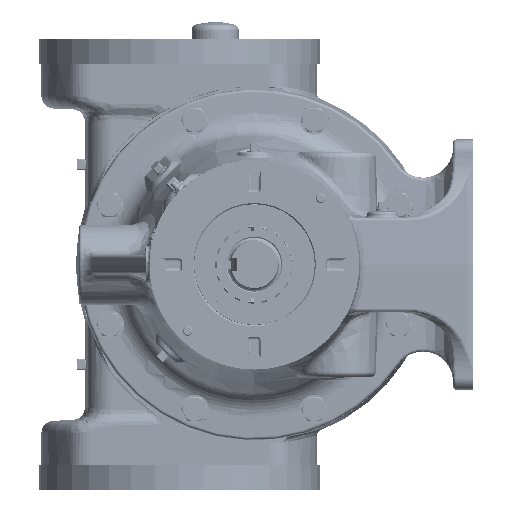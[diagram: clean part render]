
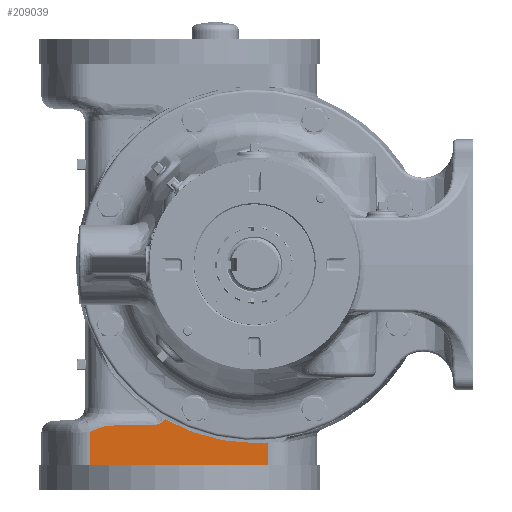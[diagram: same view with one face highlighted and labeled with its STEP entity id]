
A CAD part, left-side view. The second image highlights one B-rep face of the part: STEP entity #209039.
In plain terms, the highlighted planar face has unit normal (-1, 0, 0).
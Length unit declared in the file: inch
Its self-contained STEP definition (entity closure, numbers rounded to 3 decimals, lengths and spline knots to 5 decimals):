
#589 = CARTESIAN_POINT ( 'NONE',  ( -0.195, 5.64751, -6.42479 ) ) ;
#6535 = CARTESIAN_POINT ( 'NONE',  ( -0.195, 3.56261, -6.19763 ) ) ;
#6942 = CARTESIAN_POINT ( 'NONE',  ( -0.195, 5.73489, -6.42654 ) ) ;
#10575 = CARTESIAN_POINT ( 'NONE',  ( -0.195, 6.47644, -6.64884 ) ) ;
#17465 = VERTEX_POINT ( 'NONE', #368473 ) ;
#21549 = CARTESIAN_POINT ( 'NONE',  ( -0.195, 5.99273, -6.46284 ) ) ;
#22193 = EDGE_CURVE ( 'NONE', #109060, #31648, #213102, .T. ) ;
#31648 = VERTEX_POINT ( 'NONE', #310197 ) ;
#37117 = CARTESIAN_POINT ( 'NONE',  ( -0.195, 6.54251, -8.74 ) ) ;
#37796 = B_SPLINE_CURVE_WITH_KNOTS ( 'NONE', 3,
 ( #231272, #6942, #104294, #337017, #21549, #341220, #372912, #402623, #53349, #207883, #271339, #406797 ),
 .UNSPECIFIED., .F., .F.,
 ( 4, 2, 2, 2, 2, 4 ),
 ( 0., 0.00661, 0.00992, 0.01157, 0.0124, 0.01323 ),
 .UNSPECIFIED. ) ;
#40849 = ORIENTED_EDGE ( 'NONE', *, *, #357546, .T. ) ;
#50949 = EDGE_CURVE ( 'NONE', #17465, #109060, #302044, .T. ) ;
#51096 = ORIENTED_EDGE ( 'NONE', *, *, #50949, .T. ) ;
#53349 = CARTESIAN_POINT ( 'NONE',  ( -0.195, 6.11916, -6.49761 ) ) ;
#56540 = VECTOR ( 'NONE', #113412, 39.37008 ) ;
#66118 = LINE ( 'NONE', #104164, #211653 ) ;
#70409 = DIRECTION ( 'NONE',  ( 0., 1., 0. ) ) ;
#70818 = CARTESIAN_POINT ( 'NONE',  ( -0.195, 4.04564, -6.40053 ) ) ;
#72129 = CARTESIAN_POINT ( 'NONE',  ( -0.195, 3.66776, -6.29117 ) ) ;
#73523 = CARTESIAN_POINT ( 'NONE',  ( -0.195, -0.54251, -8.74 ) ) ;
#95058 = ORIENTED_EDGE ( 'NONE', *, *, #152735, .T. ) ;
#104164 = CARTESIAN_POINT ( 'NONE',  ( -0.195, 6.54251, -8.74 ) ) ;
#104288 = CARTESIAN_POINT ( 'NONE',  ( -0.195, 0., 0. ) ) ;
#104294 = CARTESIAN_POINT ( 'NONE',  ( -0.195, 5.82148, -6.434 ) ) ;
#107980 = CARTESIAN_POINT ( 'NONE',  ( -0.195, 6.41186, -6.62496 ) ) ;
#109060 = VERTEX_POINT ( 'NONE', #288679 ) ;
#110192 = CARTESIAN_POINT ( 'NONE',  ( -0.195, 3.85997, -6.37652 ) ) ;
#113412 = DIRECTION ( 'NONE',  ( 0., 1., 0. ) ) ;
#121829 = CARTESIAN_POINT ( 'NONE',  ( -0.195, 0., 0. ) ) ;
#123898 = DIRECTION ( 'NONE',  ( 0., 1., 0. ) ) ;
#126168 = VERTEX_POINT ( 'NONE', #589 ) ;
#126187 = DIRECTION ( 'NONE',  ( 1., 0., 0. ) ) ;
#127430 = EDGE_CURVE ( 'NONE', #293672, #219762, #283128, .T. ) ;
#137074 = DIRECTION ( 'NONE',  ( 0., 0., 1. ) ) ;
#139739 = CARTESIAN_POINT ( 'NONE',  ( -0.195, 6.54251, -6.66904 ) ) ;
#148107 = CARTESIAN_POINT ( 'NONE',  ( -0.195, 6.28471, -6.57223 ) ) ;
#152735 = EDGE_CURVE ( 'NONE', #219762, #126168, #238144, .T. ) ;
#159983 = FACE_OUTER_BOUND ( 'NONE', #229397, .T. ) ;
#164398 = VERTEX_POINT ( 'NONE', #404477 ) ;
#167547 = CARTESIAN_POINT ( 'NONE',  ( -0.195, 6.15992, -6.51372 ) ) ;
#169445 = CARTESIAN_POINT ( 'NONE',  ( -0.195, 3.7926, -6.355 ) ) ;
#175701 = CARTESIAN_POINT ( 'NONE',  ( -0.195, 3.95178, -6.39556 ) ) ;
#176468 = EDGE_CURVE ( 'NONE', #17465, #164398, #373647, .T. ) ;
#184106 = CARTESIAN_POINT ( 'NONE',  ( -0.195, 4.57964, -6.40552 ) ) ;
#185260 = DIRECTION ( 'NONE',  ( 1., 0., 0. ) ) ;
#207477 = CARTESIAN_POINT ( 'NONE',  ( -0.195, 3.62966, -6.26317 ) ) ;
#207883 = CARTESIAN_POINT ( 'NONE',  ( -0.195, 6.13976, -6.5051 ) ) ;
#208530 = CARTESIAN_POINT ( 'NONE',  ( -0.195, 6.54251, -6.66904 ) ) ;
#209039 = ADVANCED_FACE ( 'Defeatured_0_1524', ( #159983 ), #386419, .F. ) ;
#211653 = VECTOR ( 'NONE', #322304, 39.37008 ) ;
#213102 = CIRCLE ( 'NONE', #260210, 7.125 ) ;
#219762 = VERTEX_POINT ( 'NONE', #70818 ) ;
#220004 = CARTESIAN_POINT ( 'NONE',  ( -0.195, 5.1136, -6.41407 ) ) ;
#222171 = ORIENTED_EDGE ( 'NONE', *, *, #176468, .F. ) ;
#227595 = B_SPLINE_CURVE_WITH_KNOTS ( 'NONE', 3,
 ( #332366, #300529, #148107, #107980, #10575, #139739 ),
 .UNSPECIFIED., .F., .F.,
 ( 4, 2, 4 ),
 ( 0., 0.00524, 0.01049 ),
 .UNSPECIFIED. ) ;
#229397 = EDGE_LOOP ( 'NONE', ( #222171, #51096, #271889, #353101, #300947, #95058, #40849, #328611, #341513 ) ) ;
#231272 = CARTESIAN_POINT ( 'NONE',  ( -0.195, 5.64751, -6.42479 ) ) ;
#238144 = B_SPLINE_CURVE_WITH_KNOTS ( 'NONE', 3,
 ( #406477, #184106, #220004, #313289 ),
 .UNSPECIFIED., .F., .F.,
 ( 4, 4 ),
 ( 0., 0.04069 ),
 .UNSPECIFIED. ) ;
#239225 = CARTESIAN_POINT ( 'NONE',  ( -0.195, 3.88281, -6.38212 ) ) ;
#259374 = DIRECTION ( 'NONE',  ( 0., 1., 0. ) ) ;
#260210 = AXIS2_PLACEMENT_3D ( 'NONE', #104288, #364496, #70409 ) ;
#264707 = CARTESIAN_POINT ( 'NONE',  ( -0.195, 3.54871, -6.17837 ) ) ;
#266788 = CARTESIAN_POINT ( 'NONE',  ( -0.195, 3.72849, -6.32671 ) ) ;
#271339 = CARTESIAN_POINT ( 'NONE',  ( -0.195, 6.15002, -6.50902 ) ) ;
#271889 = ORIENTED_EDGE ( 'NONE', *, *, #22193, .T. ) ;
#273338 = VERTEX_POINT ( 'NONE', #208530 ) ;
#283128 = B_SPLINE_CURVE_WITH_KNOTS ( 'NONE', 3,
 ( #264707, #6535, #364105, #393813, #207477, #72129, #330412, #266788, #400127, #169445, #298532, #110192, #239225, #175701, #336622, #374631 ),
 .UNSPECIFIED., .F., .F.,
 ( 4, 2, 2, 2, 2, 2, 2, 4 ),
 ( 0.00257, 0.00436, 0.00614, 0.00793, 0.00971, 0.0115, 0.01329, 0.01686 ),
 .UNSPECIFIED. ) ;
#284991 = AXIS2_PLACEMENT_3D ( 'NONE', #121829, #185260, #123898 ) ;
#288679 = CARTESIAN_POINT ( 'NONE',  ( -0.195, -0.54251, -7.10432 ) ) ;
#293672 = VERTEX_POINT ( 'NONE', #293904 ) ;
#293904 = CARTESIAN_POINT ( 'NONE',  ( -0.195, 3.54871, -6.17837 ) ) ;
#298532 = CARTESIAN_POINT ( 'NONE',  ( -0.195, 3.8147, -6.36291 ) ) ;
#300529 = CARTESIAN_POINT ( 'NONE',  ( -0.195, 6.22217, -6.54333 ) ) ;
#300947 = ORIENTED_EDGE ( 'NONE', *, *, #127430, .T. ) ;
#302044 = LINE ( 'NONE', #73523, #352876 ) ;
#310197 = CARTESIAN_POINT ( 'NONE',  ( -0.195, 0., -7.125 ) ) ;
#313289 = CARTESIAN_POINT ( 'NONE',  ( -0.195, 5.64751, -6.42479 ) ) ;
#318873 = AXIS2_PLACEMENT_3D ( 'NONE', #37117, #126187, #259374 ) ;
#318972 = CIRCLE ( 'NONE', #284991, 7.125 ) ;
#322304 = DIRECTION ( 'NONE',  ( 0., 0., 1. ) ) ;
#328611 = ORIENTED_EDGE ( 'NONE', *, *, #406878, .T. ) ;
#329257 = EDGE_CURVE ( 'NONE', #31648, #293672, #318972, .T. ) ;
#330412 = CARTESIAN_POINT ( 'NONE',  ( -0.195, 3.68766, -6.30387 ) ) ;
#332366 = CARTESIAN_POINT ( 'NONE',  ( -0.195, 6.15992, -6.51372 ) ) ;
#336622 = CARTESIAN_POINT ( 'NONE',  ( -0.195, 3.99841, -6.40009 ) ) ;
#337017 = CARTESIAN_POINT ( 'NONE',  ( -0.195, 5.95008, -6.45448 ) ) ;
#337732 = CARTESIAN_POINT ( 'NONE',  ( -0.195, 6.54251, -8. ) ) ;
#341220 = CARTESIAN_POINT ( 'NONE',  ( -0.195, 6.05627, -6.47856 ) ) ;
#341513 = ORIENTED_EDGE ( 'NONE', *, *, #411431, .F. ) ;
#352876 = VECTOR ( 'NONE', #137074, 39.37008 ) ;
#353101 = ORIENTED_EDGE ( 'NONE', *, *, #329257, .T. ) ;
#357546 = EDGE_CURVE ( 'NONE', #126168, #416489, #37796, .T. ) ;
#364105 = CARTESIAN_POINT ( 'NONE',  ( -0.195, 3.57819, -6.21529 ) ) ;
#364496 = DIRECTION ( 'NONE',  ( 1., 0., 0. ) ) ;
#368473 = CARTESIAN_POINT ( 'NONE',  ( -0.195, -0.54251, -8. ) ) ;
#372912 = CARTESIAN_POINT ( 'NONE',  ( -0.195, 6.07742, -6.48434 ) ) ;
#373647 = LINE ( 'NONE', #337732, #56540 ) ;
#374631 = CARTESIAN_POINT ( 'NONE',  ( -0.195, 4.04564, -6.40053 ) ) ;
#386419 = PLANE ( 'NONE',  #318873 ) ;
#393813 = CARTESIAN_POINT ( 'NONE',  ( -0.195, 3.61169, -6.24805 ) ) ;
#400127 = CARTESIAN_POINT ( 'NONE',  ( -0.195, 3.74949, -6.3369 ) ) ;
#402623 = CARTESIAN_POINT ( 'NONE',  ( -0.195, 6.10877, -6.49415 ) ) ;
#404477 = CARTESIAN_POINT ( 'NONE',  ( -0.195, 6.54251, -8. ) ) ;
#406477 = CARTESIAN_POINT ( 'NONE',  ( -0.195, 4.04564, -6.40053 ) ) ;
#406797 = CARTESIAN_POINT ( 'NONE',  ( -0.195, 6.15992, -6.51372 ) ) ;
#406878 = EDGE_CURVE ( 'NONE', #416489, #273338, #227595, .T. ) ;
#411431 = EDGE_CURVE ( 'NONE', #164398, #273338, #66118, .T. ) ;
#416489 = VERTEX_POINT ( 'NONE', #167547 ) ;
